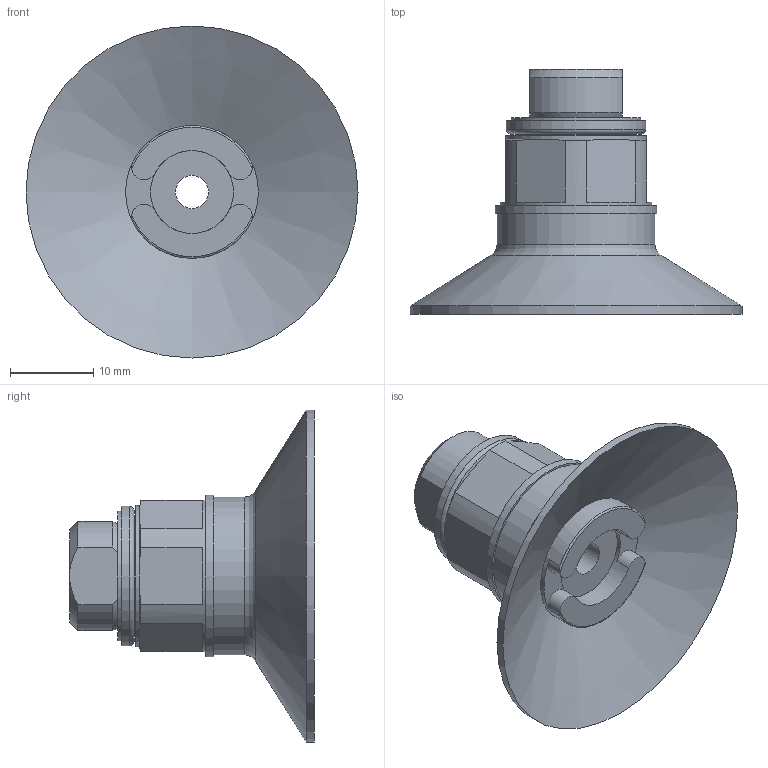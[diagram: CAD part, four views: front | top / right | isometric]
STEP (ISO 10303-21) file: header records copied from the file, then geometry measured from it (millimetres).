
FILE_DESCRIPTION(/* description */ ('STEP AP214'),/* implementation_level */ '2;1');
FILE_NAME(/* name */ '1396092_VAS-40-1_4-PUR-B',/* time_stamp */ '2024-09-10T11:10:18+02:00',/* author */ ('License CC BY-ND 4.0'),/* organization */ ('CADENAS'),/* preprocessor_version */ 'ST-DEVELOPER v19.3',/* originating_system */ 'PARTsolutions',/* authorisation */ ' ');
FILE_SCHEMA (('AUTOMOTIVE_DESIGN {1 0 10303 214 3 1 1}'));
Length unit declared in the file: millimetre
Products named in the file (1): 1396092 VAS-40-1/4-PUR-B
Bounding box: 40 x 29.5 x 40 mm (x, y, z)
Volume: 7079.4 mm3; surface area: 4659.7 mm2
Topology: 1 solids, 1 shells, 59 faces, 141 edges, 90 vertices
Faces by surface type: plane 26, cylinder 17, cone 12, torus 4
Full cylindrical faces by diameter (mm): 4 x1, 10 x1, 14.4 x1, 15.6 x1, 16 x1, 16.8 x1, 17 x1, 18.3 x1, 19 x1, 19.5 x1, 40 x1
Entity records: 2081 total; most frequent: CARTESIAN_POINT 344, DIRECTION 282, ORIENTED_EDGE 244, AXIS2_PLACEMENT_3D 124, EDGE_CURVE 122, VERTEX_POINT 86, EDGE_LOOP 82, FACE_BOUND 82
